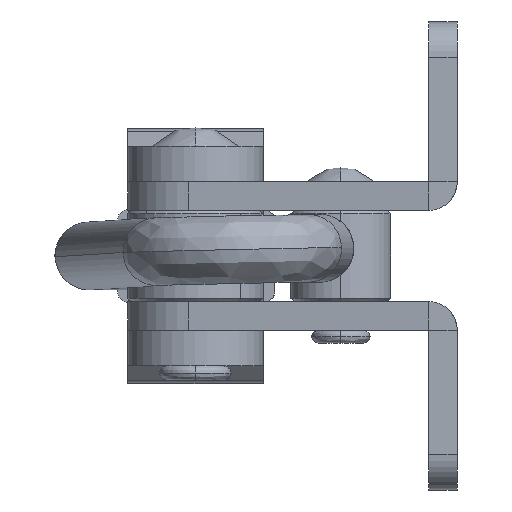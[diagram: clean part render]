
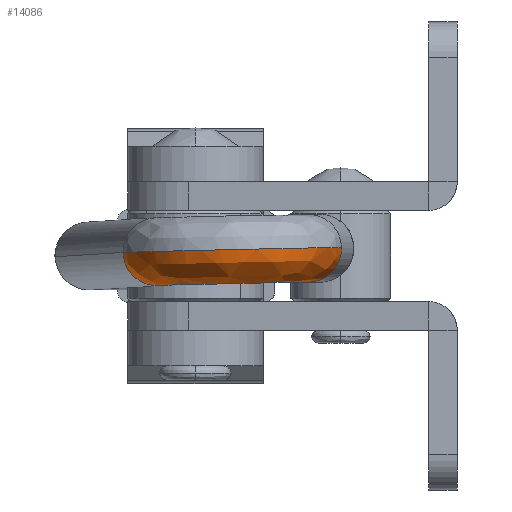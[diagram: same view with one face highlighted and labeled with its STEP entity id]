
A CAD part, left-side view. The second image highlights one B-rep face of the part: STEP entity #14086.
In plain terms, the highlighted free-form (B-spline) face has degree [3, 3] with [4, 4] control points.
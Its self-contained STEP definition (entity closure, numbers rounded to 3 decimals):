
#12961 = CARTESIAN_POINT ( 'NONE',  ( 0., -6., 0. ) ) ;
#12963 = CARTESIAN_POINT ( 'NONE',  ( -9.147, -6., 0. ) ) ;
#12965 = CARTESIAN_POINT ( 'NONE',  ( -10.507, 3.045, 0. ) ) ;
#12967 = CARTESIAN_POINT ( 'NONE',  ( -1.764, 5.735, 0. ) ) ;
#12969 = CARTESIAN_POINT ( 'NONE',  ( 0., -6., -9.5 ) ) ;
#12972 = CARTESIAN_POINT ( 'NONE',  ( -9.147, -6., -9.5 ) ) ;
#12973 = CARTESIAN_POINT ( 'NONE',  ( -10.507, 3.045, -9.5 ) ) ;
#12975 = CARTESIAN_POINT ( 'NONE',  ( -1.764, 5.735, -9.5 ) ) ;
#12977 = CARTESIAN_POINT ( 'NONE',  ( 0., -15.5, -9.5 ) ) ;
#12979 = CARTESIAN_POINT ( 'NONE',  ( -23.629, -15.5, -9.5 ) ) ;
#12981 = CARTESIAN_POINT ( 'NONE',  ( -27.142, 7.867, -9.5 ) ) ;
#12983 = CARTESIAN_POINT ( 'NONE',  ( -4.558, 14.815, -9.5 ) ) ;
#12985 = CARTESIAN_POINT ( 'NONE',  ( 0., -15.5, 0. ) ) ;
#12987 = CARTESIAN_POINT ( 'NONE',  ( -23.629, -15.5, 0. ) ) ;
#12993 = CARTESIAN_POINT ( 'NONE',  ( -4.558, 14.815, 0. ) ) ;
#12996 = CARTESIAN_POINT ( 'NONE',  ( -27.142, 7.867, 0. ) ) ;
#14086 = ADVANCED_FACE ( 'NONE', ( #48095 ), #15375, .T. ) ;
#15375 =( BOUNDED_SURFACE ( )  B_SPLINE_SURFACE ( 3, 3, ( 
 ( #12993, #12996, #12987, #12985 ),
 ( #12983, #12981, #12979, #12977 ),
 ( #12975, #12973, #12972, #12969 ),
 ( #12967, #12965, #12963, #12961 ) ),
 .UNSPECIFIED., .F., .F., .F. ) 
 B_SPLINE_SURFACE_WITH_KNOTS ( ( 4, 4 ),
 ( 4, 4 ),
 ( 0., 1. ),
 ( 0., 1. ),
 .UNSPECIFIED. ) 
 GEOMETRIC_REPRESENTATION_ITEM ( )  RATIONAL_B_SPLINE_SURFACE ( (
 ( 1., 0.432, 0.432, 1.),
 ( 0.333, 0.144, 0.144, 0.333),
 ( 0.333, 0.144, 0.144, 0.333),
 ( 1., 0.432, 0.432, 1.) ) ) 
 REPRESENTATION_ITEM ( '' )  SURFACE ( )  );
#19971 = CARTESIAN_POINT ( 'NONE',  ( 0., 0., 0. ) ) ;
#19972 = DIRECTION ( 'NONE',  ( 0., 0., 1. ) ) ;
#19973 = DIRECTION ( 'NONE',  ( 1., 0., 0. ) ) ;
#19974 = CARTESIAN_POINT ( 'NONE',  ( 0., -10.75, 0. ) ) ;
#19975 = DIRECTION ( 'NONE',  ( -1., 0., 0. ) ) ;
#19976 = DIRECTION ( 'NONE',  ( 0., -1., 0. ) ) ;
#19977 = CARTESIAN_POINT ( 'NONE',  ( 0., -10.75, 0. ) ) ;
#19978 = DIRECTION ( 'NONE',  ( -1., 0., 0. ) ) ;
#19979 = DIRECTION ( 'NONE',  ( 0., -1., 0. ) ) ;
#19981 = CARTESIAN_POINT ( 'NONE',  ( 0., 0., 0. ) ) ;
#19982 = DIRECTION ( 'NONE',  ( 0., 0., 1. ) ) ;
#19983 = DIRECTION ( 'NONE',  ( 1., 0., 0. ) ) ;
#19986 = CARTESIAN_POINT ( 'NONE',  ( -3.161, 10.275, 0. ) ) ;
#19987 = DIRECTION ( 'NONE',  ( 0.956, 0.294, 0. ) ) ;
#19988 = DIRECTION ( 'NONE',  ( 0.294, -0.956, 0. ) ) ;
#25963 = ORIENTED_EDGE ( 'NONE', *, *, #42446, .F. ) ;
#25991 = ORIENTED_EDGE ( 'NONE', *, *, #42444, .T. ) ;
#25992 = ORIENTED_EDGE ( 'NONE', *, *, #42440, .T. ) ;
#26047 = ORIENTED_EDGE ( 'NONE', *, *, #42437, .T. ) ;
#26333 = ORIENTED_EDGE ( 'NONE', *, *, #42435, .F. ) ;
#26910 = VERTEX_POINT ( 'NONE', #51515 ) ;
#32601 = VERTEX_POINT ( 'NONE', #51657 ) ;
#32719 = VERTEX_POINT ( 'NONE', #51683 ) ;
#32729 = VERTEX_POINT ( 'NONE', #51684 ) ;
#32990 = VERTEX_POINT ( 'NONE', #51800 ) ;
#36109 = AXIS2_PLACEMENT_3D ( 'NONE', #19971, #19972, #19973 ) ;
#36112 = AXIS2_PLACEMENT_3D ( 'NONE', #19974, #19975, #19976 ) ;
#36115 = AXIS2_PLACEMENT_3D ( 'NONE', #19977, #19978, #19979 ) ;
#36118 = AXIS2_PLACEMENT_3D ( 'NONE', #19981, #19982, #19983 ) ;
#36122 = AXIS2_PLACEMENT_3D ( 'NONE', #19986, #19987, #19988 ) ;
#39762 = EDGE_LOOP ( 'NONE', ( #25963, #25991, #25992, #26047, #26333 ) ) ;
#42435 = EDGE_CURVE ( 'NONE', #32719, #32601, #53042, .T. ) ;
#42437 = EDGE_CURVE ( 'NONE', #32990, #32601, #53044, .T. ) ;
#42440 = EDGE_CURVE ( 'NONE', #32729, #32990, #53045, .T. ) ;
#42444 = EDGE_CURVE ( 'NONE', #26910, #32729, #53047, .T. ) ;
#42446 = EDGE_CURVE ( 'NONE', #26910, #32719, #53048, .T. ) ;
#48095 = FACE_OUTER_BOUND ( 'NONE', #39762, .T. ) ;
#51515 = CARTESIAN_POINT ( 'NONE',  ( -1.764, 5.735, 0. ) ) ;
#51657 = CARTESIAN_POINT ( 'NONE',  ( 0., -15.5, 0. ) ) ;
#51683 = CARTESIAN_POINT ( 'NONE',  ( -4.558, 14.815, 0. ) ) ;
#51684 = CARTESIAN_POINT ( 'NONE',  ( 0., -6., 0. ) ) ;
#51800 = CARTESIAN_POINT ( 'NONE',  ( 0., -10.75, -4.75 ) ) ;
#53042 = CIRCLE ( 'NONE', #36109, 15.5 ) ;
#53044 = CIRCLE ( 'NONE', #36112, 4.75 ) ;
#53045 = CIRCLE ( 'NONE', #36115, 4.75 ) ;
#53047 = CIRCLE ( 'NONE', #36118, 6. ) ;
#53048 = CIRCLE ( 'NONE', #36122, 4.75 ) ;
